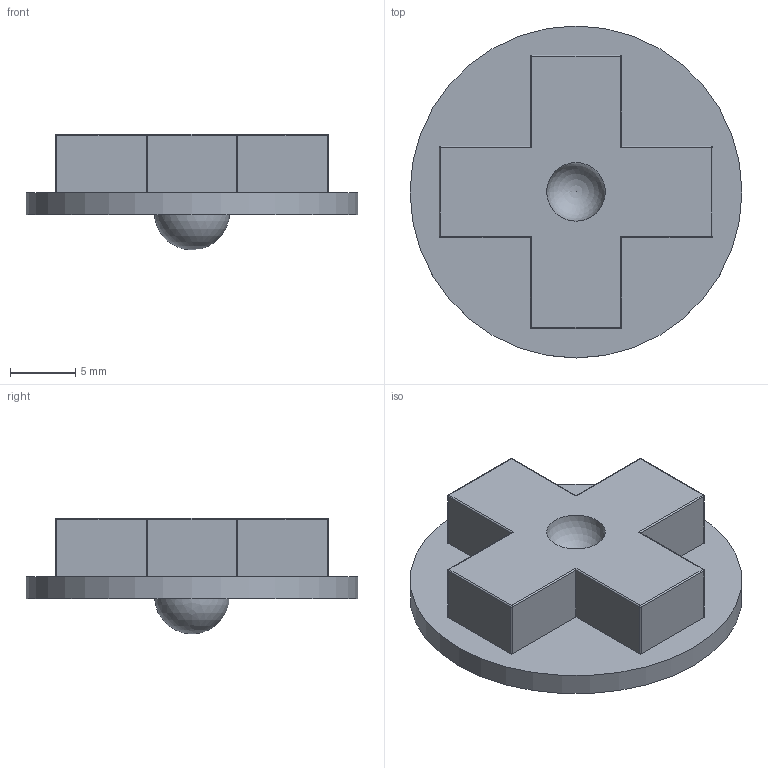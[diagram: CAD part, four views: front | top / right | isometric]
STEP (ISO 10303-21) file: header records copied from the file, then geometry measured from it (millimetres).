
FILE_DESCRIPTION(/* description */ (''),/* implementation_level */ '2;1');
FILE_NAME(/* name */ 'DPAD-Gameboy.stp',/* time_stamp */ '2019-04-25T14:37:52+02:00',/* author */ ('dimercur'),/* organization */ (''),/* preprocessor_version */ 'ST-DEVELOPER v17',/* originating_system */ 'Autodesk Inventor 2019',/* authorisation */ '');
FILE_SCHEMA (('AUTOMOTIVE_DESIGN { 1 0 10303 214 3 1 1 }'));
Length unit declared in the file: millimetre
Products named in the file (1): DPAD-Gameboy
Bounding box: 25.5 x 25.5 x 8.9 mm (x, y, z)
Volume: 1744.7 mm3; surface area: 1854.8 mm2
Topology: 1 solids, 1 shells, 66 faces, 162 edges, 99 vertices
Faces by surface type: plane 31, cylinder 25, sphere 10
Full cylindrical faces by diameter (mm): 25.5 x1
Entity records: 1962 total; most frequent: DIRECTION 357, CARTESIAN_POINT 326, ORIENTED_EDGE 320, EDGE_CURVE 160, AXIS2_PLACEMENT_3D 130, VERTEX_POINT 99, LINE 97, VECTOR 97
